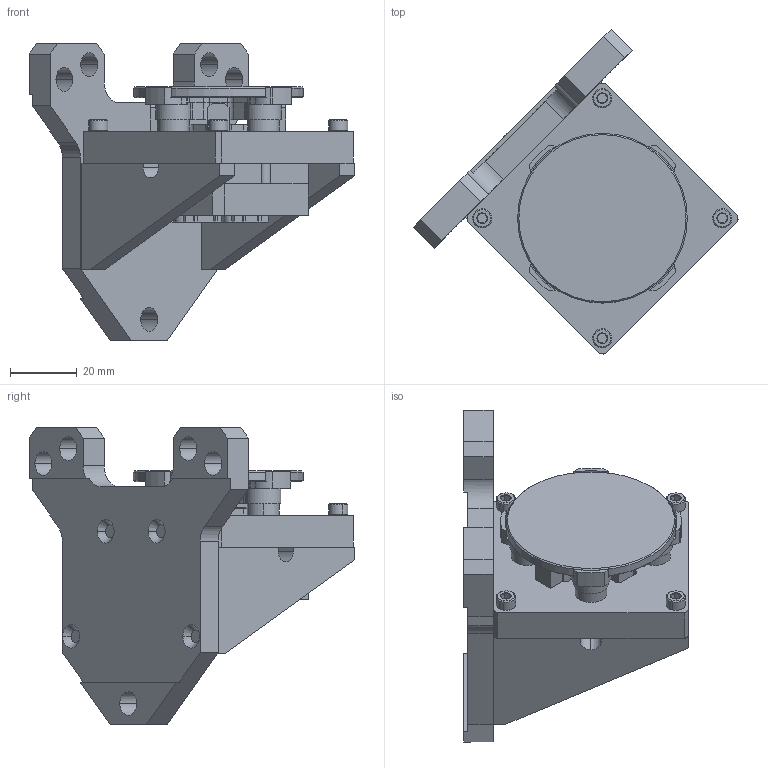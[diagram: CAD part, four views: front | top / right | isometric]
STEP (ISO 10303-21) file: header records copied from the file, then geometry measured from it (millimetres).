
FILE_DESCRIPTION (( 'STEP AP203' ), '1' );
FILE_NAME ('OIM5002 REV A, SIMPLE MODEL NON ROTATED 2 INCH COMPACT FSM.STEP', '2019-05-30T03:57:44', ( '' ), ( '' ), 'SwSTEP 2.0', 'SolidWorks 2017', '' );
FILE_SCHEMA (( 'CONFIG_CONTROL_DESIGN' ));
Length unit declared in the file: inch
Products named in the file (1): OIM5002 REV A, SIMPLE MODEL NON ROTATED 2 INCH COMPACT FSM
Bounding box: 97.44 x 97.44 x 88.9 mm (x, y, z)
Surface area: 36744.6 mm2 (no closed solid volume)
Topology: 0 solids, 3 shells, 685 faces, 1757 edges, 1109 vertices
Faces by surface type: plane 357, cylinder 229, cone 96, bspline 3
Entity records: 22186 total; most frequent: CARTESIAN_POINT 5092, DIRECTION 3658, ORIENTED_EDGE 3502, EDGE_CURVE 1755, AXIS2_PLACEMENT_3D 1289, VERTEX_POINT 1109, LINE 1080, VECTOR 1080
